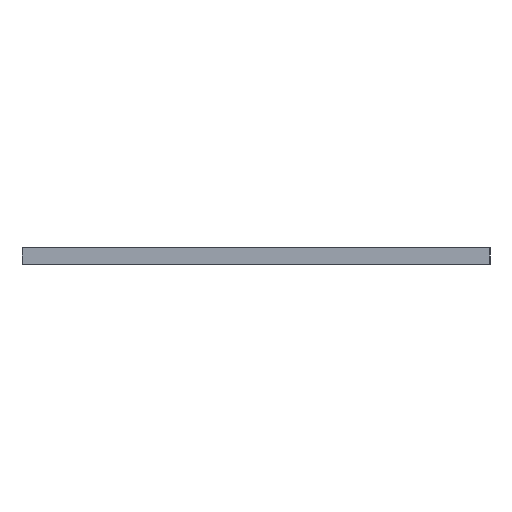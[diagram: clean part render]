
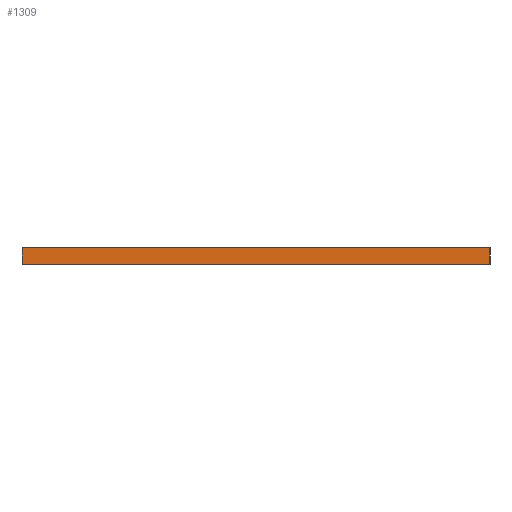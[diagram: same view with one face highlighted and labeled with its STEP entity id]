
A CAD part, left-side view. The second image highlights one B-rep face of the part: STEP entity #1309.
In plain terms, the highlighted planar face has unit normal (-1, 0, 0).
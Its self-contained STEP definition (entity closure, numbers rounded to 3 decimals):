
#1=DIRECTION('',(0.,-1.,0.));
#2=VECTOR('',#1,58.);
#3=CARTESIAN_POINT('',(-38.9,28.109,0.));
#4=LINE('',#3,#2);
#435=DIRECTION('',(0.,0.,1.));
#436=VECTOR('',#435,2.);
#437=CARTESIAN_POINT('',(-38.9,28.109,0.));
#438=LINE('',#437,#436);
#447=DIRECTION('',(0.,0.,1.));
#448=VECTOR('',#447,2.);
#449=CARTESIAN_POINT('',(-38.9,-29.891,0.));
#450=LINE('',#449,#448);
#451=DIRECTION('',(0.,-1.,0.));
#452=VECTOR('',#451,58.);
#453=CARTESIAN_POINT('',(-38.9,28.109,2.));
#454=LINE('',#453,#452);
#1117=CARTESIAN_POINT('',(-38.9,28.109,0.));
#1118=CARTESIAN_POINT('',(-38.9,-29.891,0.));
#1119=VERTEX_POINT('',#1117);
#1120=VERTEX_POINT('',#1118);
#1125=CARTESIAN_POINT('',(-38.9,28.109,2.));
#1126=CARTESIAN_POINT('',(-38.9,-29.891,2.));
#1127=VERTEX_POINT('',#1125);
#1128=VERTEX_POINT('',#1126);
#1295=CARTESIAN_POINT('',(-38.9,28.109,0.));
#1296=DIRECTION('',(-1.,0.,0.));
#1297=DIRECTION('',(0.,-1.,0.));
#1298=AXIS2_PLACEMENT_3D('',#1295,#1296,#1297);
#1299=PLANE('',#1298);
#1300=ORIENTED_EDGE('',*,*,#1170,.F.);
#1302=ORIENTED_EDGE('',*,*,#1301,.T.);
#1304=ORIENTED_EDGE('',*,*,#1303,.T.);
#1306=ORIENTED_EDGE('',*,*,#1305,.F.);
#1307=EDGE_LOOP('',(#1300,#1302,#1304,#1306));
#1308=FACE_OUTER_BOUND('',#1307,.F.);
#1309=ADVANCED_FACE('',(#1308),#1299,.T.);
#1170=EDGE_CURVE('',#1119,#1120,#4,.T.);
#1301=EDGE_CURVE('',#1119,#1127,#438,.T.);
#1303=EDGE_CURVE('',#1127,#1128,#454,.T.);
#1305=EDGE_CURVE('',#1120,#1128,#450,.T.);
